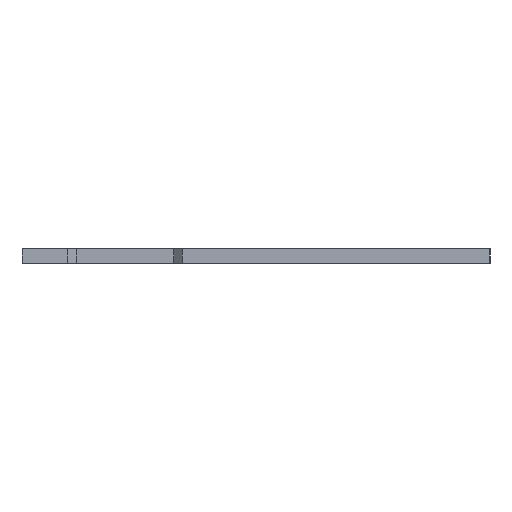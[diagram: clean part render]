
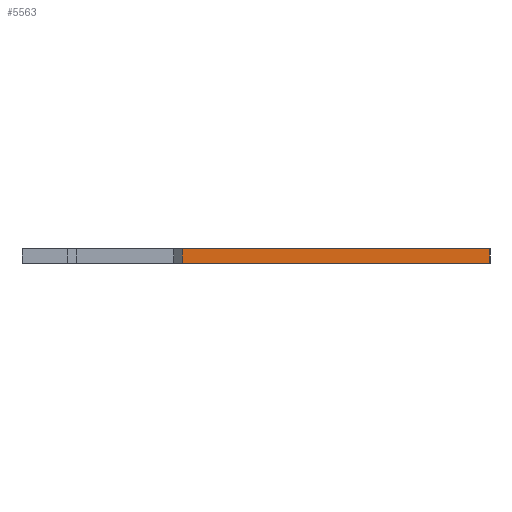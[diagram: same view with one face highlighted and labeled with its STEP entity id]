
A CAD part, left-side view. The second image highlights one B-rep face of the part: STEP entity #5563.
In plain terms, the highlighted planar face has unit normal (-1, 0, 0).
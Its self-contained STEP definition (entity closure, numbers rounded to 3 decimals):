
#83 = PLANE('',#84);
#84 = AXIS2_PLACEMENT_3D('',#85,#86,#87);
#85 = CARTESIAN_POINT('',(147.716,-105.098,1.6));
#86 = DIRECTION('',(0.,0.,1.));
#87 = DIRECTION('',(1.,0.,-0.));
#137 = PLANE('',#138);
#138 = AXIS2_PLACEMENT_3D('',#139,#140,#141);
#139 = CARTESIAN_POINT('',(147.716,-105.098,0.));
#140 = DIRECTION('',(0.,0.,1.));
#141 = DIRECTION('',(1.,0.,-0.));
#268 = PLANE('',#269);
#269 = AXIS2_PLACEMENT_3D('',#270,#271,#272);
#270 = CARTESIAN_POINT('',(115.227,-95.606,0.));
#271 = DIRECTION('',(0.707,-0.707,0.));
#272 = DIRECTION('',(-0.707,-0.707,0.));
#307 = VERTEX_POINT('',#308);
#308 = CARTESIAN_POINT('',(114.211,-96.622,0.));
#329 = EDGE_CURVE('',#307,#330,#332,.T.);
#330 = VERTEX_POINT('',#331);
#331 = CARTESIAN_POINT('',(114.211,-131.674,0.));
#332 = SURFACE_CURVE('',#333,(#337,#344),.PCURVE_S1.);
#333 = LINE('',#334,#335);
#334 = CARTESIAN_POINT('',(114.211,-96.622,0.));
#335 = VECTOR('',#336,1.);
#336 = DIRECTION('',(0.,-1.,0.));
#337 = PCURVE('',#137,#338);
#338 = DEFINITIONAL_REPRESENTATION('',(#339),#343);
#339 = LINE('',#340,#341);
#340 = CARTESIAN_POINT('',(-33.505,8.476));
#341 = VECTOR('',#342,1.);
#342 = DIRECTION('',(0.,-1.));
#343 = ( GEOMETRIC_REPRESENTATION_CONTEXT(2) 
PARAMETRIC_REPRESENTATION_CONTEXT() REPRESENTATION_CONTEXT('2D SPACE',''
  ) );
#344 = PCURVE('',#345,#350);
#345 = PLANE('',#346);
#346 = AXIS2_PLACEMENT_3D('',#347,#348,#349);
#347 = CARTESIAN_POINT('',(114.211,-96.622,0.));
#348 = DIRECTION('',(1.,0.,-0.));
#349 = DIRECTION('',(0.,-1.,0.));
#350 = DEFINITIONAL_REPRESENTATION('',(#351),#355);
#351 = LINE('',#352,#353);
#352 = CARTESIAN_POINT('',(0.,0.));
#353 = VECTOR('',#354,1.);
#354 = DIRECTION('',(1.,0.));
#355 = ( GEOMETRIC_REPRESENTATION_CONTEXT(2) 
PARAMETRIC_REPRESENTATION_CONTEXT() REPRESENTATION_CONTEXT('2D SPACE',''
  ) );
#373 = PLANE('',#374);
#374 = AXIS2_PLACEMENT_3D('',#375,#376,#377);
#375 = CARTESIAN_POINT('',(114.211,-131.674,0.));
#376 = DIRECTION('',(0.,1.,0.));
#377 = DIRECTION('',(1.,0.,0.));
#3123 = VERTEX_POINT('',#3124);
#3124 = CARTESIAN_POINT('',(114.211,-96.622,1.6));
#3145 = EDGE_CURVE('',#3123,#3146,#3148,.T.);
#3146 = VERTEX_POINT('',#3147);
#3147 = CARTESIAN_POINT('',(114.211,-131.674,1.6));
#3148 = SURFACE_CURVE('',#3149,(#3153,#3160),.PCURVE_S1.);
#3149 = LINE('',#3150,#3151);
#3150 = CARTESIAN_POINT('',(114.211,-96.622,1.6));
#3151 = VECTOR('',#3152,1.);
#3152 = DIRECTION('',(0.,-1.,0.));
#3153 = PCURVE('',#83,#3154);
#3154 = DEFINITIONAL_REPRESENTATION('',(#3155),#3159);
#3155 = LINE('',#3156,#3157);
#3156 = CARTESIAN_POINT('',(-33.505,8.476));
#3157 = VECTOR('',#3158,1.);
#3158 = DIRECTION('',(0.,-1.));
#3159 = ( GEOMETRIC_REPRESENTATION_CONTEXT(2) 
PARAMETRIC_REPRESENTATION_CONTEXT() REPRESENTATION_CONTEXT('2D SPACE',''
  ) );
#3160 = PCURVE('',#345,#3161);
#3161 = DEFINITIONAL_REPRESENTATION('',(#3162),#3166);
#3162 = LINE('',#3163,#3164);
#3163 = CARTESIAN_POINT('',(0.,-1.6));
#3164 = VECTOR('',#3165,1.);
#3165 = DIRECTION('',(1.,0.));
#3166 = ( GEOMETRIC_REPRESENTATION_CONTEXT(2) 
PARAMETRIC_REPRESENTATION_CONTEXT() REPRESENTATION_CONTEXT('2D SPACE',''
  ) );
#5515 = EDGE_CURVE('',#307,#3123,#5516,.T.);
#5516 = SURFACE_CURVE('',#5517,(#5521,#5528),.PCURVE_S1.);
#5517 = LINE('',#5518,#5519);
#5518 = CARTESIAN_POINT('',(114.211,-96.622,0.));
#5519 = VECTOR('',#5520,1.);
#5520 = DIRECTION('',(0.,0.,1.));
#5521 = PCURVE('',#268,#5522);
#5522 = DEFINITIONAL_REPRESENTATION('',(#5523),#5527);
#5523 = LINE('',#5524,#5525);
#5524 = CARTESIAN_POINT('',(1.437,0.));
#5525 = VECTOR('',#5526,1.);
#5526 = DIRECTION('',(0.,-1.));
#5527 = ( GEOMETRIC_REPRESENTATION_CONTEXT(2) 
PARAMETRIC_REPRESENTATION_CONTEXT() REPRESENTATION_CONTEXT('2D SPACE',''
  ) );
#5528 = PCURVE('',#345,#5529);
#5529 = DEFINITIONAL_REPRESENTATION('',(#5530),#5534);
#5530 = LINE('',#5531,#5532);
#5531 = CARTESIAN_POINT('',(0.,0.));
#5532 = VECTOR('',#5533,1.);
#5533 = DIRECTION('',(0.,-1.));
#5534 = ( GEOMETRIC_REPRESENTATION_CONTEXT(2) 
PARAMETRIC_REPRESENTATION_CONTEXT() REPRESENTATION_CONTEXT('2D SPACE',''
  ) );
#5563 = ADVANCED_FACE('',(#5564),#345,.F.);
#5564 = FACE_BOUND('',#5565,.F.);
#5565 = EDGE_LOOP('',(#5566,#5567,#5568,#5589));
#5566 = ORIENTED_EDGE('',*,*,#5515,.T.);
#5567 = ORIENTED_EDGE('',*,*,#3145,.T.);
#5568 = ORIENTED_EDGE('',*,*,#5569,.F.);
#5569 = EDGE_CURVE('',#330,#3146,#5570,.T.);
#5570 = SURFACE_CURVE('',#5571,(#5575,#5582),.PCURVE_S1.);
#5571 = LINE('',#5572,#5573);
#5572 = CARTESIAN_POINT('',(114.211,-131.674,0.));
#5573 = VECTOR('',#5574,1.);
#5574 = DIRECTION('',(0.,0.,1.));
#5575 = PCURVE('',#345,#5576);
#5576 = DEFINITIONAL_REPRESENTATION('',(#5577),#5581);
#5577 = LINE('',#5578,#5579);
#5578 = CARTESIAN_POINT('',(35.052,0.));
#5579 = VECTOR('',#5580,1.);
#5580 = DIRECTION('',(0.,-1.));
#5581 = ( GEOMETRIC_REPRESENTATION_CONTEXT(2) 
PARAMETRIC_REPRESENTATION_CONTEXT() REPRESENTATION_CONTEXT('2D SPACE',''
  ) );
#5582 = PCURVE('',#373,#5583);
#5583 = DEFINITIONAL_REPRESENTATION('',(#5584),#5588);
#5584 = LINE('',#5585,#5586);
#5585 = CARTESIAN_POINT('',(0.,0.));
#5586 = VECTOR('',#5587,1.);
#5587 = DIRECTION('',(0.,-1.));
#5588 = ( GEOMETRIC_REPRESENTATION_CONTEXT(2) 
PARAMETRIC_REPRESENTATION_CONTEXT() REPRESENTATION_CONTEXT('2D SPACE',''
  ) );
#5589 = ORIENTED_EDGE('',*,*,#329,.F.);
